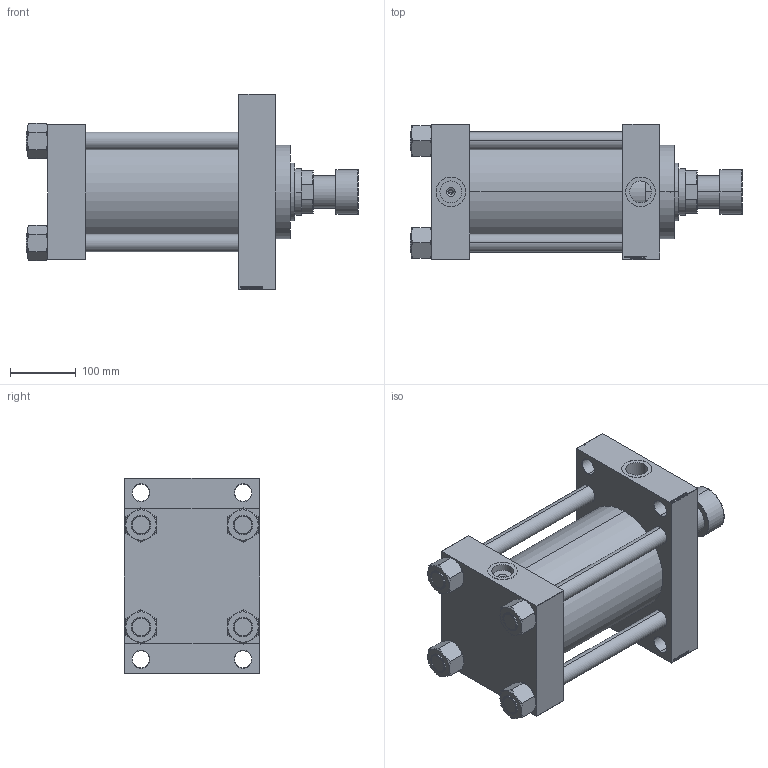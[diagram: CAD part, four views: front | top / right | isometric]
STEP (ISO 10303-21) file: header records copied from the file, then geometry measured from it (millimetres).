
FILE_DESCRIPTION (( 'STEP AP203' ), '1' );
FILE_NAME ('239a.STEP', '2022-08-29T12:26:34', ( '' ), ( '' ), 'SwSTEP 2.0', 'SolidWorks 2019', '' );
FILE_SCHEMA (( 'CONFIG_CONTROL_DESIGN' ));
Length unit declared in the file: millimetre
Products named in the file (7): V215CD_VCP_D a245aae33d5fb581e38f1f53a80d46a4; V215CD_VC_A a245aae33d5fb581e38f1f53a80d46a4; 239a; V215CD_D_TYCINKA a245aae33d5fb581e38f1f53a80d46a4; V215CR_ROD_END_F a245aae33d5fb581e38f1f53a80d46a4; V215CD_NUT_M5_D a245aae33d5fb581e38f1f53a80d46a4; V215CD_D_Body a245aae33d5fb581e38f1f53a80d46a4
Assembly tree (12 placements, depth 2):
  239a
    V215CD_D_Body a245aae33d5fb581e38f1f53a80d46a4
    V215CD_VC_A a245aae33d5fb581e38f1f53a80d46a4
    V215CD_VCP_D a245aae33d5fb581e38f1f53a80d46a4
    V215CD_D_TYCINKA a245aae33d5fb581e38f1f53a80d46a4  x4
    V215CD_NUT_M5_D a245aae33d5fb581e38f1f53a80d46a4  x4
    V215CR_ROD_END_F a245aae33d5fb581e38f1f53a80d46a4
Bounding box: 504 x 205 x 297 mm (x, y, z)
Volume: 9120574.3 mm3; surface area: 971287.1 mm2
Topology: 12 solids, 12 shells, 1168 faces, 2943 edges, 1913 vertices
Faces by surface type: plane 550, bspline 368, cone 142, cylinder 96, torus 12
Entity records: 48308 total; most frequent: CARTESIAN_POINT 25304, ORIENTED_EDGE 5150, DIRECTION 3359, EDGE_CURVE 2575, VERTEX_POINT 1691, VECTOR 1535, LINE 1535, EDGE_LOOP 1146
